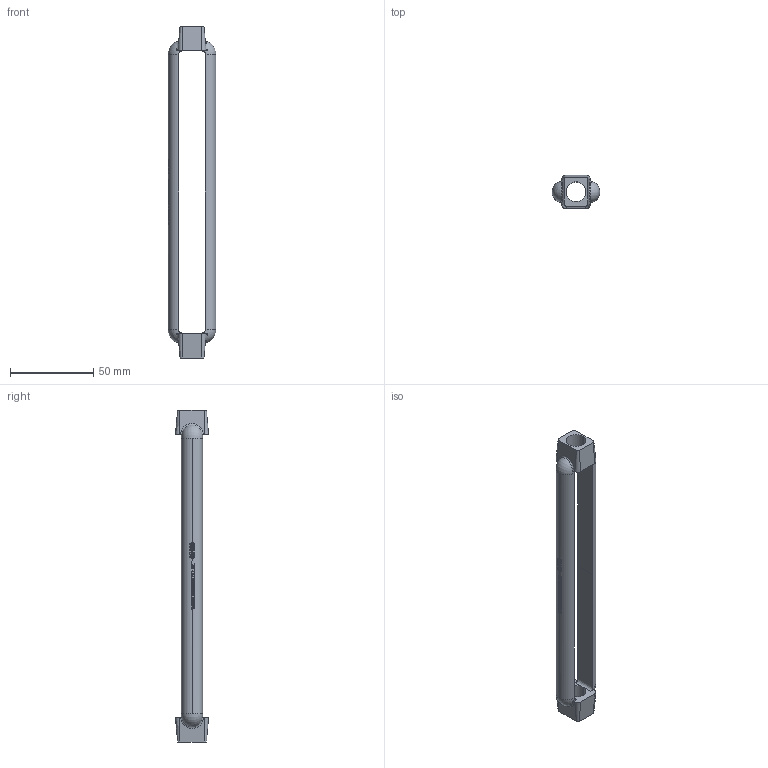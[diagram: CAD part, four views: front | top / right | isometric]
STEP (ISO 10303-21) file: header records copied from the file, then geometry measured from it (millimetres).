
FILE_DESCRIPTION (( 'STEP AP214' ), '1' );
FILE_NAME ('5169 Turn buckle .STEP', '2023-12-14T20:16:20', ( '' ), ( '' ), 'SwSTEP 2.0', 'SolidWorks 2023', '' );
FILE_SCHEMA (( 'AUTOMOTIVE_DESIGN' ));
Length unit declared in the file: millimetre
Products named in the file (1): 5169 Turn buckle 
Bounding box: 28.7 x 20 x 200 mm (x, y, z)
Volume: 27663.2 mm3; surface area: 15083.5 mm2
Topology: 1 solids, 1 shells, 353 faces, 1042 edges, 692 vertices
Faces by surface type: bspline 175, cylinder 83, plane 83, cone 8, torus 4
Entity records: 18096 total; most frequent: CARTESIAN_POINT 10472, ORIENTED_EDGE 2084, EDGE_CURVE 1042, DIRECTION 797, B_SPLINE_CURVE_WITH_KNOTS 703, VERTEX_POINT 692, EDGE_LOOP 360, FACE_OUTER_BOUND 353
